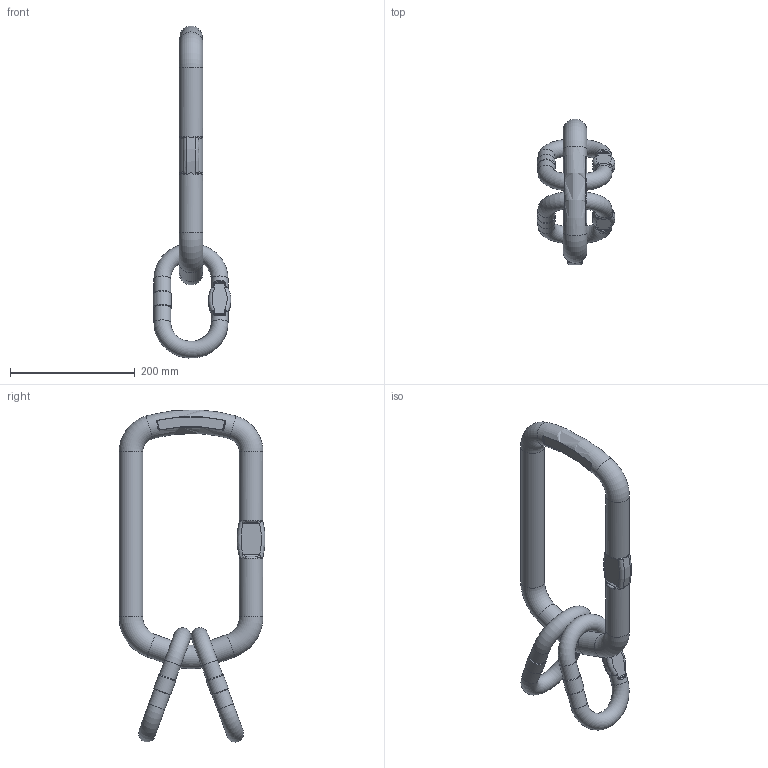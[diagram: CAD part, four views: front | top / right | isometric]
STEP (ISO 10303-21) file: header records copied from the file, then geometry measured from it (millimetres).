
FILE_DESCRIPTION(/* description */ (''),/* implementation_level */ '2;1');
FILE_NAME(/* name */ 'VLWP_4-13.stp',/* time_stamp */ '2018-02-23T11:46:21+01:00',/* author */ (''),/* organization */ (''),/* preprocessor_version */ 'ST-DEVELOPER v16',/* originating_system */ 'SIEMENS PLM Software NX 11.0',/* authorisation */ '');
FILE_SCHEMA (('AUTOMOTIVE_DESIGN { 1 0 10303 214 3 1 1 1 }'));
Length unit declared in the file: millimetre
Products named in the file (1): kch3EC42524llws
Bounding box: 124.34 x 234.11 x 532.96 mm (x, y, z)
Volume: 1662651.2 mm3; surface area: 199162.3 mm2
Topology: 3 solids, 3 shells, 235 faces, 612 edges, 386 vertices
Faces by surface type: plane 72, bspline 52, cylinder 49, torus 30, extrusion 20, cone 12
Full cylindrical faces by diameter (mm): 27 x8, 29.025 x2, 38 x5
Entity records: 8895 total; most frequent: CARTESIAN_POINT 3850, ORIENTED_EDGE 1138, DIRECTION 850, EDGE_CURVE 569, VERTEX_POINT 372, AXIS2_PLACEMENT_3D 342, EDGE_LOOP 273, B_SPLINE_CURVE_WITH_KNOTS 265
